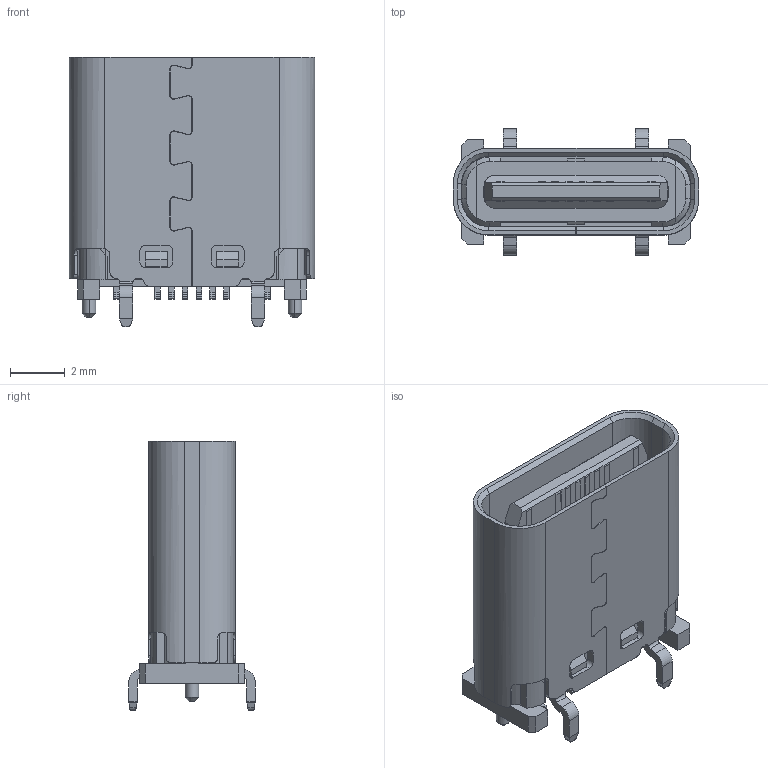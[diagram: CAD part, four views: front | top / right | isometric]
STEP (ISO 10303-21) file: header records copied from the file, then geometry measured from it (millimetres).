
FILE_DESCRIPTION (( 'STEP AP214' ), '1' );
FILE_NAME ('USB-C-SMD_TYPE-C-16P-LTH8.8.STEP', '2024-03-03T11:09:47', ( '' ), ( '' ), 'SwSTEP 2.0', 'SolidWorks 2020', '' );
FILE_SCHEMA (( 'AUTOMOTIVE_DESIGN' ));
Length unit declared in the file: millimetre
Products named in the file (1): USB-C-SMD_TYPE-C-16P-LTH8.8
Bounding box: 8.94 x 4.6 x 9.8 mm (x, y, z)
Volume: 148 mm3; surface area: 579.8 mm2
Topology: 14 solids, 14 shells, 1024 faces, 2827 edges, 1848 vertices
Faces by surface type: plane 652, cylinder 240, bspline 102, cone 26, torus 4
Entity records: 44872 total; most frequent: CARTESIAN_POINT 7838, ORIENTED_EDGE 5646, DIRECTION 4823, EDGE_CURVE 2823, VECTOR 1981, LINE 1981, VERTEX_POINT 1848, AXIS2_PLACEMENT_3D 1421
